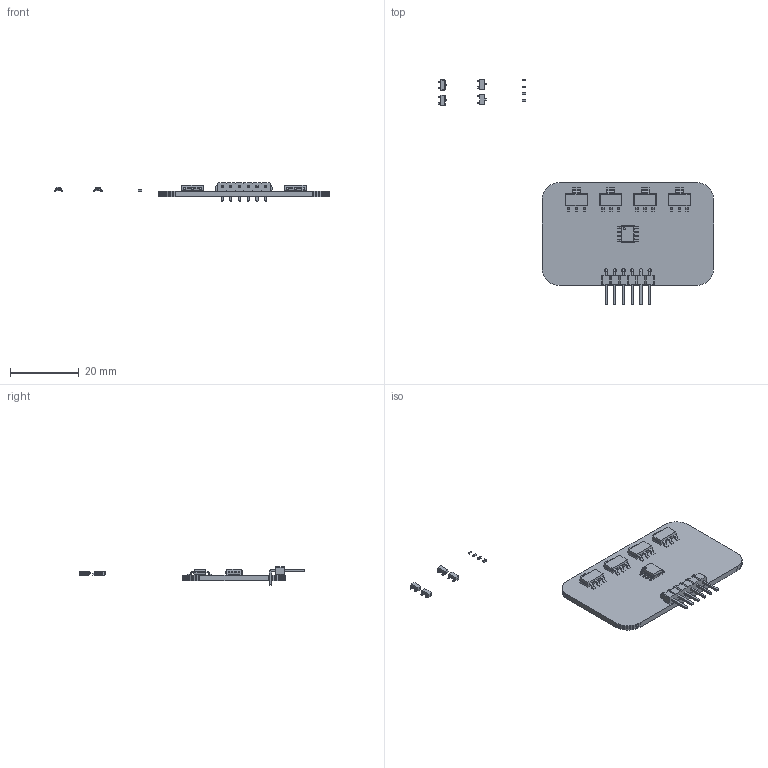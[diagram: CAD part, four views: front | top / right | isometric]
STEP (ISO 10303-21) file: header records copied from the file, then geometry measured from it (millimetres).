
FILE_DESCRIPTION(('KiCad electronic assembly'),'2;1');
FILE_NAME('12V_linear_regulator.step','2023-04-18T17:48:06',('Pcbnew'),( 'Kicad'),'Open CASCADE STEP processor 7.6','KiCad to STEP converter' ,'Unknown');
FILE_SCHEMA(('AUTOMOTIVE_DESIGN { 1 0 10303 214 1 1 1 1 }'));
Length unit declared in the file: millimetre
Products named in the file (14): 12V_linear_regulator 1; SOT-23; SOLID; SOT-223; C_0402_1005Metric; R_0402_1005Metric; PinHeader_1x06_P2.54mm_Horizontal; SOIC-8_3.9x4.9mm_P1.27mm; PCB
Assembly tree (21 placements, depth 3):
  12V_linear_regulator 1
    SOT-23  x4
      SOLID
    SOT-223  x4
      SOLID
    C_0402_1005Metric  x2
      SOLID
    R_0402_1005Metric  x2
      SOLID
    PinHeader_1x06_P2.54mm_Horizontal
      SOLID
    SOIC-8_3.9x4.9mm_P1.27mm
      SOLID
    PCB
Bounding box: 80.31 x 65.89 x 5.54 mm (x, y, z)
Volume: 2682.2 mm3; surface area: 4127 mm2
Topology: 15 solids, 15 shells, 1130 faces, 2857 edges, 1774 vertices
Faces by surface type: plane 729, bspline 204, cylinder 197
Full cylindrical faces by diameter (mm): 0.6 x1, 1 x6
Entity records: 43096 total; most frequent: CARTESIAN_POINT 7671, DIRECTION 5716, LINE 4129, VECTOR 4129, ORIENTED_EDGE 3154, PCURVE 3154, DEFINITIONAL_REPRESENTATION 3154, EDGE_CURVE 1577
